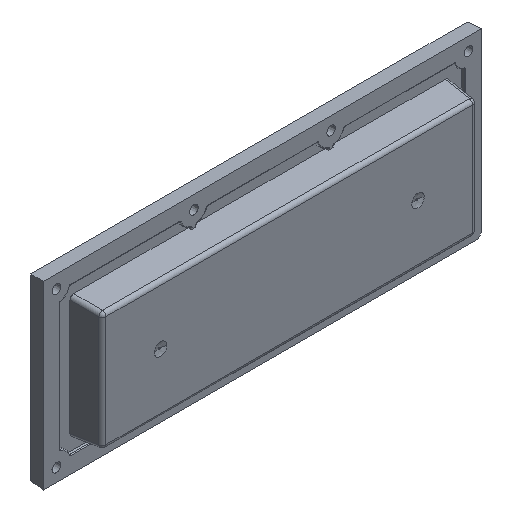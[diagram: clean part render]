
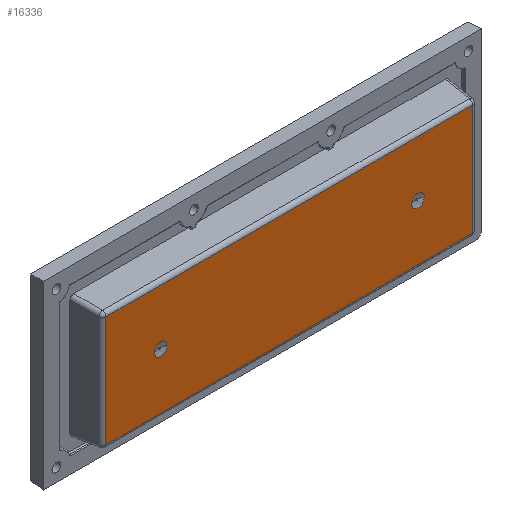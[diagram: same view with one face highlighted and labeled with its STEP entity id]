
A CAD part, isometric view. The second image highlights one B-rep face of the part: STEP entity #16336.
In plain terms, the highlighted planar face has unit normal (0, -1, 0).
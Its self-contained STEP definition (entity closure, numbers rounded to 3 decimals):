
#5912=DIRECTION('',(0.,0.,1.));
#5913=VECTOR('',#5912,43.787);
#5914=CARTESIAN_POINT('',(-72.393,-10.6,-21.893));
#5915=LINE('',#5914,#5913);
#5916=DIRECTION('',(1.,0.,0.));
#5917=VECTOR('',#5916,144.787);
#5918=CARTESIAN_POINT('',(-72.393,-10.6,21.893));
#5919=LINE('',#5918,#5917);
#5920=DIRECTION('',(0.,0.,-1.));
#5921=VECTOR('',#5920,43.787);
#5922=CARTESIAN_POINT('',(72.393,-10.6,21.893));
#5923=LINE('',#5922,#5921);
#5924=DIRECTION('',(-1.,0.,0.));
#5925=VECTOR('',#5924,144.787);
#5926=CARTESIAN_POINT('',(72.393,-10.6,-21.893));
#5927=LINE('',#5926,#5925);
#5928=CARTESIAN_POINT('',(50.8,-10.6,0.));
#5929=DIRECTION('',(0.,1.,0.));
#5930=DIRECTION('',(1.,0.,0.));
#5931=AXIS2_PLACEMENT_3D('',#5928,#5929,#5930);
#5933=CARTESIAN_POINT('',(50.8,-10.6,0.));
#5934=DIRECTION('',(0.,1.,0.));
#5935=DIRECTION('',(-1.,0.,0.));
#5936=AXIS2_PLACEMENT_3D('',#5933,#5934,#5935);
#5938=CARTESIAN_POINT('',(-50.8,-10.6,0.));
#5939=DIRECTION('',(0.,1.,0.));
#5940=DIRECTION('',(1.,0.,0.));
#5941=AXIS2_PLACEMENT_3D('',#5938,#5939,#5940);
#5943=CARTESIAN_POINT('',(-50.8,-10.6,0.));
#5944=DIRECTION('',(0.,1.,0.));
#5945=DIRECTION('',(-1.,0.,0.));
#5946=AXIS2_PLACEMENT_3D('',#5943,#5944,#5945);
#8171=CARTESIAN_POINT('',(-72.393,-10.6,-21.893));
#8172=CARTESIAN_POINT('',(-72.393,-10.6,21.893));
#8173=VERTEX_POINT('',#8171);
#8174=VERTEX_POINT('',#8172);
#8179=CARTESIAN_POINT('',(72.393,-10.6,21.893));
#8180=VERTEX_POINT('',#8179);
#8185=CARTESIAN_POINT('',(72.393,-10.6,-21.893));
#8186=VERTEX_POINT('',#8185);
#8193=CARTESIAN_POINT('',(53.3,-10.6,0.));
#8194=CARTESIAN_POINT('',(48.3,-10.6,0.));
#8195=VERTEX_POINT('',#8193);
#8196=VERTEX_POINT('',#8194);
#8201=CARTESIAN_POINT('',(-48.3,-10.6,0.));
#8202=CARTESIAN_POINT('',(-53.3,-10.6,0.));
#8203=VERTEX_POINT('',#8201);
#8204=VERTEX_POINT('',#8202);
#16313=CARTESIAN_POINT('',(0.,-10.6,0.));
#16314=DIRECTION('',(0.,-1.,0.));
#16315=DIRECTION('',(1.,0.,0.));
#16316=AXIS2_PLACEMENT_3D('',#16313,#16314,#16315);
#16317=PLANE('',#16316);
#16318=ORIENTED_EDGE('',*,*,#16281,.T.);
#16319=ORIENTED_EDGE('',*,*,#16092,.T.);
#16320=ORIENTED_EDGE('',*,*,#16149,.T.);
#16321=ORIENTED_EDGE('',*,*,#16225,.T.);
#16322=EDGE_LOOP('',(#16318,#16319,#16320,#16321));
#16323=FACE_OUTER_BOUND('',#16322,.F.);
#16325=ORIENTED_EDGE('',*,*,#16324,.F.);
#16327=ORIENTED_EDGE('',*,*,#16326,.F.);
#16328=EDGE_LOOP('',(#16325,#16327));
#16329=FACE_BOUND('',#16328,.F.);
#16331=ORIENTED_EDGE('',*,*,#16330,.F.);
#16333=ORIENTED_EDGE('',*,*,#16332,.F.);
#16334=EDGE_LOOP('',(#16331,#16333));
#16335=FACE_BOUND('',#16334,.F.);
#5932=CIRCLE('',#5931,2.5);
#5937=CIRCLE('',#5936,2.5);
#5942=CIRCLE('',#5941,2.5);
#5947=CIRCLE('',#5946,2.5);
#16092=EDGE_CURVE('',#8174,#8180,#5919,.T.);
#16149=EDGE_CURVE('',#8180,#8186,#5923,.T.);
#16225=EDGE_CURVE('',#8186,#8173,#5927,.T.);
#16281=EDGE_CURVE('',#8173,#8174,#5915,.T.);
#16324=EDGE_CURVE('',#8195,#8196,#5932,.T.);
#16326=EDGE_CURVE('',#8196,#8195,#5937,.T.);
#16330=EDGE_CURVE('',#8203,#8204,#5942,.T.);
#16332=EDGE_CURVE('',#8204,#8203,#5947,.T.);
#16336=ADVANCED_FACE('',(#16323,#16329,#16335),#16317,.T.);
